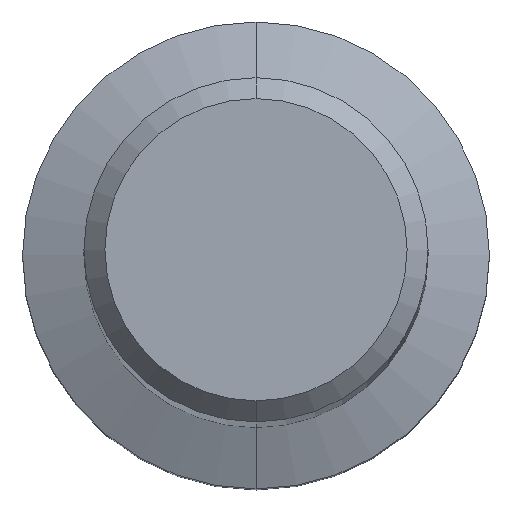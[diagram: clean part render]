
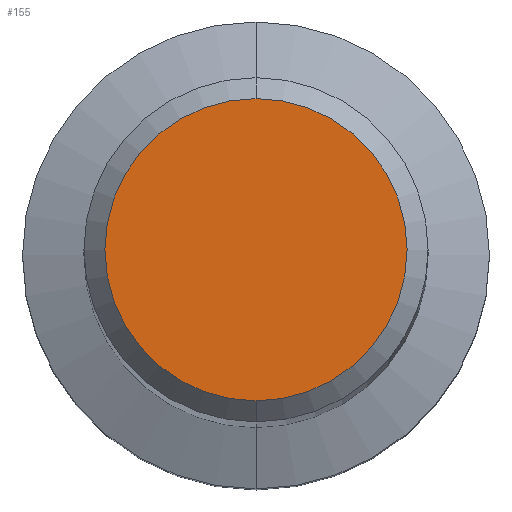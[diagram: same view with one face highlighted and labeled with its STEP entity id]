
A CAD part, top view. The second image highlights one B-rep face of the part: STEP entity #155.
In plain terms, the highlighted planar face has unit normal (0, 0, 1).
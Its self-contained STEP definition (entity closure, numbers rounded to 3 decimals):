
#133=EDGE_CURVE('',#243,#191,#333,.T.);
#155=ADVANCED_FACE('',(#355),#356,.T.);
#191=VERTEX_POINT('',#398);
#243=VERTEX_POINT('',#457);
#257=EDGE_CURVE('',#191,#243,#471,.T.);
#333=CIRCLE('',#552,3.6);
#355=FACE_OUTER_BOUND('',#583,.T.);
#356=PLANE('',#584);
#398=CARTESIAN_POINT('',(0.,-3.6,0.0));
#457=CARTESIAN_POINT('',(0.0,3.6,0.0));
#471=CIRCLE('',#730,3.6);
#552=AXIS2_PLACEMENT_3D('',#810,#811,#812);
#583=EDGE_LOOP('',(#826,#827));
#584=AXIS2_PLACEMENT_3D('',#828,#829,#830);
#730=AXIS2_PLACEMENT_3D('',#979,#980,#981);
#810=CARTESIAN_POINT('',(0.0,0.0,0.0));
#811=DIRECTION('',(0.0,0.0,-1.0));
#812=DIRECTION('',(0.0,1.0,0.0));
#826=ORIENTED_EDGE('',*,*,#133,.F.);
#827=ORIENTED_EDGE('',*,*,#257,.F.);
#828=CARTESIAN_POINT('',(0.0,1.8,0.0));
#829=DIRECTION('',(-0.0,0.0,1.0));
#830=DIRECTION('',(0.0,-1.0,0.0));
#979=CARTESIAN_POINT('',(0.0,0.0,0.0));
#980=DIRECTION('',(0.0,0.0,-1.0));
#981=DIRECTION('',(0.0,1.0,0.0));
